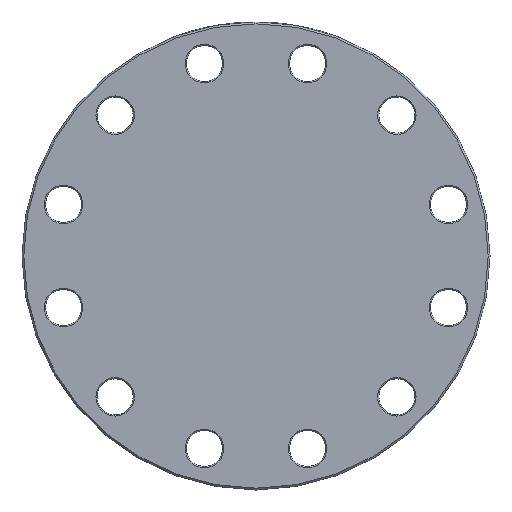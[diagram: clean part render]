
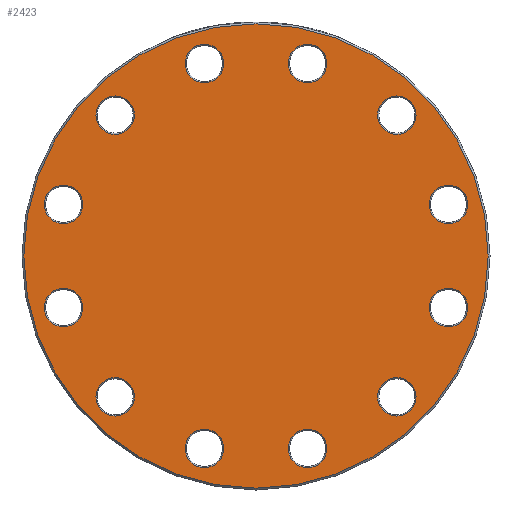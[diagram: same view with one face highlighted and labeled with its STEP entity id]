
A CAD part, left-side view. The second image highlights one B-rep face of the part: STEP entity #2423.
In plain terms, the highlighted planar face has unit normal (-1, 0, 0).
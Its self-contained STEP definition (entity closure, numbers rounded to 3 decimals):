
#78 = CARTESIAN_POINT ( 'NONE',  ( 0., 152.028, -152.028 ) ) ;
#130 = FACE_BOUND ( 'NONE', #1806, .T. ) ;
#154 = CIRCLE ( 'NONE', #5745, 20.7 ) ;
#264 = CARTESIAN_POINT ( 'NONE',  ( 0., 55.646, -228.374 ) ) ;
#283 = CARTESIAN_POINT ( 'NONE',  ( 0., 207.674, -55.646 ) ) ;
#294 = DIRECTION ( 'NONE',  ( 1., 0., 0. ) ) ;
#397 = DIRECTION ( 'NONE',  ( 0., 0., -1. ) ) ;
#501 = VERTEX_POINT ( 'NONE', #929 ) ;
#601 = FACE_BOUND ( 'NONE', #1115, .T. ) ;
#656 = DIRECTION ( 'NONE',  ( 1., 0., 0. ) ) ;
#714 = FACE_BOUND ( 'NONE', #7567, .T. ) ;
#761 = DIRECTION ( 'NONE',  ( 0., 0., -1. ) ) ;
#772 = CIRCLE ( 'NONE', #3629, 20.7 ) ;
#866 = DIRECTION ( 'NONE',  ( 0., 0., -1. ) ) ;
#911 = EDGE_CURVE ( 'NONE', #5038, #5038, #3590, .T. ) ;
#929 = CARTESIAN_POINT ( 'NONE',  ( 0., -207.674, 34.946 ) ) ;
#1112 = DIRECTION ( 'NONE',  ( 1., 0., 0. ) ) ;
#1115 = EDGE_LOOP ( 'NONE', ( #6323 ) ) ;
#1195 = CARTESIAN_POINT ( 'NONE',  ( 0., -152.028, -152.028 ) ) ;
#1222 = EDGE_CURVE ( 'NONE', #7271, #7271, #1353, .T. ) ;
#1288 = DIRECTION ( 'NONE',  ( 0., 0., -1. ) ) ;
#1325 = EDGE_CURVE ( 'NONE', #1940, #1940, #4318, .T. ) ;
#1353 = CIRCLE ( 'NONE', #4707, 20.7 ) ;
#1393 = AXIS2_PLACEMENT_3D ( 'NONE', #2806, #7557, #397 ) ;
#1394 = CARTESIAN_POINT ( 'NONE',  ( 0., 207.674, 34.946 ) ) ;
#1460 = DIRECTION ( 'NONE',  ( 1., 0., 0. ) ) ;
#1469 = DIRECTION ( 'NONE',  ( 1., 0., 0. ) ) ;
#1518 = CIRCLE ( 'NONE', #4739, 20.7 ) ;
#1528 = EDGE_CURVE ( 'NONE', #4346, #4346, #4812, .T. ) ;
#1557 = CARTESIAN_POINT ( 'NONE',  ( 0., 207.674, -76.346 ) ) ;
#1580 = DIRECTION ( 'NONE',  ( 0., 0., -1. ) ) ;
#1626 = ORIENTED_EDGE ( 'NONE', *, *, #2568, .T. ) ;
#1703 = CARTESIAN_POINT ( 'NONE',  ( 0., -55.646, -207.674 ) ) ;
#1806 = EDGE_LOOP ( 'NONE', ( #6939 ) ) ;
#1838 = DIRECTION ( 'NONE',  ( 0., 0., -1. ) ) ;
#1881 = FACE_BOUND ( 'NONE', #5074, .T. ) ;
#1940 = VERTEX_POINT ( 'NONE', #6206 ) ;
#2100 = ORIENTED_EDGE ( 'NONE', *, *, #5497, .T. ) ;
#2206 = EDGE_CURVE ( 'NONE', #7423, #7423, #7053, .T. ) ;
#2218 = ORIENTED_EDGE ( 'NONE', *, *, #3904, .T. ) ;
#2292 = CARTESIAN_POINT ( 'NONE',  ( 0., 0., -250.5 ) ) ;
#2357 = DIRECTION ( 'NONE',  ( 1., 0., 0. ) ) ;
#2423 = ADVANCED_FACE ( 'NONE', ( #5449, #3557, #1881, #601, #5410, #3596, #3717, #714, #130, #6662, #3086, #4829, #3126 ), #6072, .F. ) ;
#2460 = DIRECTION ( 'NONE',  ( 1., 0., 0. ) ) ;
#2484 = DIRECTION ( 'NONE',  ( 0., 0., -1. ) ) ;
#2568 = EDGE_CURVE ( 'NONE', #3454, #3454, #2648, .T. ) ;
#2648 = CIRCLE ( 'NONE', #7500, 20.7 ) ;
#2806 = CARTESIAN_POINT ( 'NONE',  ( 0., 0., 0. ) ) ;
#2935 = DIRECTION ( 'NONE',  ( 1., 0., 0. ) ) ;
#2956 = AXIS2_PLACEMENT_3D ( 'NONE', #1195, #656, #3577 ) ;
#3017 = AXIS2_PLACEMENT_3D ( 'NONE', #4138, #2357, #6034 ) ;
#3086 = FACE_BOUND ( 'NONE', #7101, .T. ) ;
#3109 = AXIS2_PLACEMENT_3D ( 'NONE', #3807, #1469, #5467 ) ;
#3126 = FACE_BOUND ( 'NONE', #7295, .T. ) ;
#3259 = CIRCLE ( 'NONE', #4865, 20.7 ) ;
#3288 = CARTESIAN_POINT ( 'NONE',  ( 0., 55.646, -207.674 ) ) ;
#3340 = VERTEX_POINT ( 'NONE', #5817 ) ;
#3410 = EDGE_LOOP ( 'NONE', ( #4613 ) ) ;
#3418 = VERTEX_POINT ( 'NONE', #4546 ) ;
#3454 = VERTEX_POINT ( 'NONE', #4585 ) ;
#3524 = CARTESIAN_POINT ( 'NONE',  ( 0., -207.674, 55.646 ) ) ;
#3529 = EDGE_LOOP ( 'NONE', ( #7136 ) ) ;
#3557 = FACE_BOUND ( 'NONE', #3410, .T. ) ;
#3577 = DIRECTION ( 'NONE',  ( 0., 0., -1. ) ) ;
#3590 = CIRCLE ( 'NONE', #5563, 20.7 ) ;
#3596 = FACE_BOUND ( 'NONE', #3529, .T. ) ;
#3629 = AXIS2_PLACEMENT_3D ( 'NONE', #1703, #1112, #7253 ) ;
#3668 = EDGE_CURVE ( 'NONE', #3340, #3340, #3259, .T. ) ;
#3717 = FACE_BOUND ( 'NONE', #6583, .T. ) ;
#3727 = ORIENTED_EDGE ( 'NONE', *, *, #1528, .T. ) ;
#3807 = CARTESIAN_POINT ( 'NONE',  ( 0., -55.646, 207.674 ) ) ;
#3904 = EDGE_CURVE ( 'NONE', #3418, #3418, #772, .T. ) ;
#3996 = CARTESIAN_POINT ( 'NONE',  ( 0., 152.028, 152.028 ) ) ;
#4010 = CARTESIAN_POINT ( 'NONE',  ( 0., -152.028, 131.328 ) ) ;
#4075 = ORIENTED_EDGE ( 'NONE', *, *, #7366, .T. ) ;
#4106 = ORIENTED_EDGE ( 'NONE', *, *, #1222, .T. ) ;
#4138 = CARTESIAN_POINT ( 'NONE',  ( 0., 0., 0. ) ) ;
#4175 = EDGE_LOOP ( 'NONE', ( #2218 ) ) ;
#4289 = CARTESIAN_POINT ( 'NONE',  ( 0., 207.674, 55.646 ) ) ;
#4318 = CIRCLE ( 'NONE', #2956, 20.7 ) ;
#4344 = CIRCLE ( 'NONE', #6575, 20.7 ) ;
#4346 = VERTEX_POINT ( 'NONE', #264 ) ;
#4365 = EDGE_CURVE ( 'NONE', #6287, #6287, #1518, .T. ) ;
#4375 = EDGE_CURVE ( 'NONE', #7510, #7510, #6857, .T. ) ;
#4546 = CARTESIAN_POINT ( 'NONE',  ( 0., -55.646, -228.374 ) ) ;
#4585 = CARTESIAN_POINT ( 'NONE',  ( 0., 152.028, 131.328 ) ) ;
#4589 = EDGE_LOOP ( 'NONE', ( #6467 ) ) ;
#4613 = ORIENTED_EDGE ( 'NONE', *, *, #911, .T. ) ;
#4688 = AXIS2_PLACEMENT_3D ( 'NONE', #3288, #294, #761 ) ;
#4707 = AXIS2_PLACEMENT_3D ( 'NONE', #78, #2460, #1288 ) ;
#4739 = AXIS2_PLACEMENT_3D ( 'NONE', #7632, #6378, #7004 ) ;
#4812 = CIRCLE ( 'NONE', #4688, 20.7 ) ;
#4829 = FACE_BOUND ( 'NONE', #6240, .T. ) ;
#4865 = AXIS2_PLACEMENT_3D ( 'NONE', #5540, #5466, #2484 ) ;
#4951 = DIRECTION ( 'NONE',  ( 0., 0., -1. ) ) ;
#5038 = VERTEX_POINT ( 'NONE', #1394 ) ;
#5074 = EDGE_LOOP ( 'NONE', ( #1626 ) ) ;
#5081 = VERTEX_POINT ( 'NONE', #7467 ) ;
#5236 = ORIENTED_EDGE ( 'NONE', *, *, #4365, .T. ) ;
#5294 = DIRECTION ( 'NONE',  ( 0., 0., -1. ) ) ;
#5410 = FACE_BOUND ( 'NONE', #4589, .T. ) ;
#5449 = FACE_OUTER_BOUND ( 'NONE', #7056, .T. ) ;
#5466 = DIRECTION ( 'NONE',  ( 1., 0., 0. ) ) ;
#5467 = DIRECTION ( 'NONE',  ( 0., 0., -1. ) ) ;
#5497 = EDGE_CURVE ( 'NONE', #501, #501, #4344, .T. ) ;
#5540 = CARTESIAN_POINT ( 'NONE',  ( 0., 55.646, 207.674 ) ) ;
#5563 = AXIS2_PLACEMENT_3D ( 'NONE', #4289, #7254, #1838 ) ;
#5745 = AXIS2_PLACEMENT_3D ( 'NONE', #283, #6738, #866 ) ;
#5780 = CARTESIAN_POINT ( 'NONE',  ( 0., -207.674, -76.346 ) ) ;
#5817 = CARTESIAN_POINT ( 'NONE',  ( 0., 55.646, 186.974 ) ) ;
#6034 = DIRECTION ( 'NONE',  ( 0., 0., -1. ) ) ;
#6072 = PLANE ( 'NONE',  #3017 ) ;
#6165 = CARTESIAN_POINT ( 'NONE',  ( 0., 152.028, -172.728 ) ) ;
#6206 = CARTESIAN_POINT ( 'NONE',  ( 0., -152.028, -172.728 ) ) ;
#6240 = EDGE_LOOP ( 'NONE', ( #4106 ) ) ;
#6287 = VERTEX_POINT ( 'NONE', #5780 ) ;
#6323 = ORIENTED_EDGE ( 'NONE', *, *, #3668, .T. ) ;
#6378 = DIRECTION ( 'NONE',  ( 1., 0., 0. ) ) ;
#6388 = ORIENTED_EDGE ( 'NONE', *, *, #4375, .T. ) ;
#6459 = CIRCLE ( 'NONE', #3109, 20.7 ) ;
#6467 = ORIENTED_EDGE ( 'NONE', *, *, #6692, .T. ) ;
#6575 = AXIS2_PLACEMENT_3D ( 'NONE', #3524, #2935, #5294 ) ;
#6583 = EDGE_LOOP ( 'NONE', ( #2100 ) ) ;
#6662 = FACE_BOUND ( 'NONE', #4175, .T. ) ;
#6692 = EDGE_CURVE ( 'NONE', #5081, #5081, #6459, .T. ) ;
#6738 = DIRECTION ( 'NONE',  ( 1., 0., 0. ) ) ;
#6825 = CARTESIAN_POINT ( 'NONE',  ( 0., -152.028, 152.028 ) ) ;
#6857 = CIRCLE ( 'NONE', #1393, 250.5 ) ;
#6877 = VERTEX_POINT ( 'NONE', #1557 ) ;
#6902 = DIRECTION ( 'NONE',  ( 1., 0., 0. ) ) ;
#6938 = AXIS2_PLACEMENT_3D ( 'NONE', #6825, #1460, #4951 ) ;
#6939 = ORIENTED_EDGE ( 'NONE', *, *, #1325, .T. ) ;
#7004 = DIRECTION ( 'NONE',  ( 0., 0., -1. ) ) ;
#7053 = CIRCLE ( 'NONE', #6938, 20.7 ) ;
#7056 = EDGE_LOOP ( 'NONE', ( #6388 ) ) ;
#7101 = EDGE_LOOP ( 'NONE', ( #3727 ) ) ;
#7136 = ORIENTED_EDGE ( 'NONE', *, *, #2206, .T. ) ;
#7253 = DIRECTION ( 'NONE',  ( 0., 0., -1. ) ) ;
#7254 = DIRECTION ( 'NONE',  ( 1., 0., 0. ) ) ;
#7271 = VERTEX_POINT ( 'NONE', #6165 ) ;
#7295 = EDGE_LOOP ( 'NONE', ( #4075 ) ) ;
#7366 = EDGE_CURVE ( 'NONE', #6877, #6877, #154, .T. ) ;
#7423 = VERTEX_POINT ( 'NONE', #4010 ) ;
#7467 = CARTESIAN_POINT ( 'NONE',  ( 0., -55.646, 186.974 ) ) ;
#7500 = AXIS2_PLACEMENT_3D ( 'NONE', #3996, #6902, #1580 ) ;
#7510 = VERTEX_POINT ( 'NONE', #2292 ) ;
#7557 = DIRECTION ( 'NONE',  ( -1., 0., 0. ) ) ;
#7567 = EDGE_LOOP ( 'NONE', ( #5236 ) ) ;
#7632 = CARTESIAN_POINT ( 'NONE',  ( 0., -207.674, -55.646 ) ) ;
